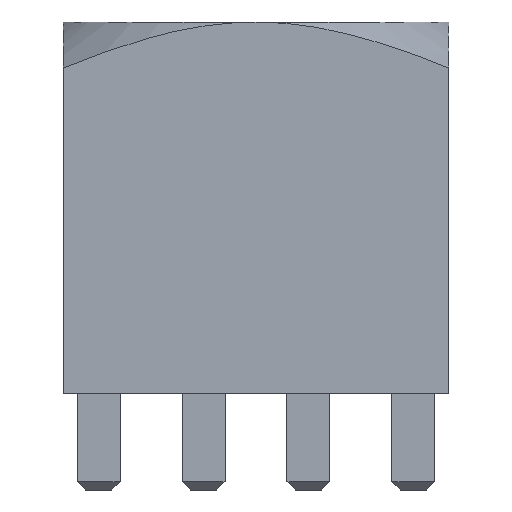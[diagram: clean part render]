
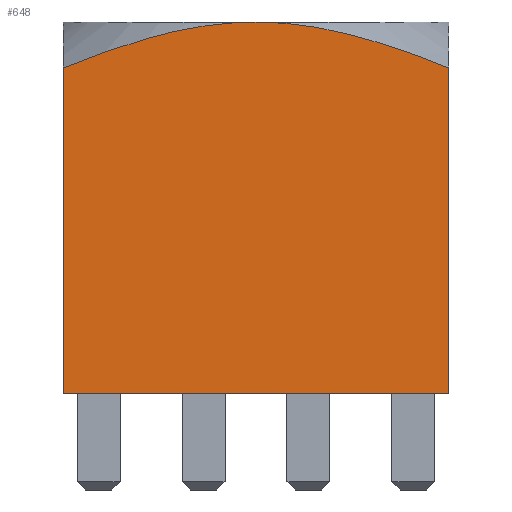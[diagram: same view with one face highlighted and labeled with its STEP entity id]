
A CAD part, left-side view. The second image highlights one B-rep face of the part: STEP entity #648.
In plain terms, the highlighted planar face has unit normal (-1, 0, 0).
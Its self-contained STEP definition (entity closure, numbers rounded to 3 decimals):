
#37 = EDGE_CURVE ( 'NONE', #1647, #1641, #1201, .T. ) ;
#100 = B_SPLINE_CURVE_WITH_KNOTS ( 'NONE', 3,
 ( #2909, #2913, #2968, #2969, #2970, #2971, #2972, #2973 ),
 .UNSPECIFIED., .F., .F.,
 ( 4, 2, 2, 4 ),
 ( 0.018, 0.02, 0.022, 0.025 ),
 .UNSPECIFIED. ) ;
#105 = B_SPLINE_CURVE_WITH_KNOTS ( 'NONE', 3,
 ( #2967, #2966, #2982, #2983, #2984, #2985, #2986, #2987, #2988, #2989 ),
 .UNSPECIFIED., .F., .F.,
 ( 4, 2, 2, 2, 4 ),
 ( 0.025, 0.026, 0.027, 0.029, 0.033 ),
 .UNSPECIFIED. ) ;
#109 = EDGE_LOOP ( 'NONE', ( #2533, #2535, #2536, #2537, #2538 ) ) ;
#648 = ADVANCED_FACE ( 'NONE', ( #1740 ), #1741, .F. ) ;
#1191 = DIRECTION ( 'NONE',  ( 0., -1., 0. ) ) ;
#1193 = CARTESIAN_POINT ( 'NONE',  ( -7., 7., 0. ) ) ;
#1201 = LINE ( 'NONE', #1193, #3013 ) ;
#1641 = VERTEX_POINT ( 'NONE', #2813 ) ;
#1647 = VERTEX_POINT ( 'NONE', #2819 ) ;
#1675 = VERTEX_POINT ( 'NONE', #2847 ) ;
#1705 = VERTEX_POINT ( 'NONE', #2877 ) ;
#1707 = VERTEX_POINT ( 'NONE', #2879 ) ;
#1740 = FACE_OUTER_BOUND ( 'NONE', #109, .T. ) ;
#1741 = PLANE ( 'NONE',  #2282 ) ;
#1744 = CARTESIAN_POINT ( 'NONE',  ( -7., 7., 13.5 ) ) ;
#1745 = DIRECTION ( 'NONE',  ( 1., 0., 0. ) ) ;
#1746 = DIRECTION ( 'NONE',  ( 0., 0., -1. ) ) ;
#2282 = AXIS2_PLACEMENT_3D ( 'NONE', #1744, #1745, #1746 ) ;
#2450 = VECTOR ( 'NONE', #2979, 1000. ) ;
#2451 = VECTOR ( 'NONE', #2976, 1000. ) ;
#2533 = ORIENTED_EDGE ( 'NONE', *, *, #2681, .F. ) ;
#2535 = ORIENTED_EDGE ( 'NONE', *, *, #2682, .T. ) ;
#2536 = ORIENTED_EDGE ( 'NONE', *, *, #37, .T. ) ;
#2537 = ORIENTED_EDGE ( 'NONE', *, *, #2683, .F. ) ;
#2538 = ORIENTED_EDGE ( 'NONE', *, *, #2684, .F. ) ;
#2681 = EDGE_CURVE ( 'NONE', #1705, #1707, #100, .T. ) ;
#2682 = EDGE_CURVE ( 'NONE', #1705, #1647, #2974, .T. ) ;
#2683 = EDGE_CURVE ( 'NONE', #1675, #1641, #2977, .T. ) ;
#2684 = EDGE_CURVE ( 'NONE', #1707, #1675, #105, .T. ) ;
#2813 = CARTESIAN_POINT ( 'NONE',  ( -7., -7., 0. ) ) ;
#2819 = CARTESIAN_POINT ( 'NONE',  ( -7., 7., 0. ) ) ;
#2847 = CARTESIAN_POINT ( 'NONE',  ( -7., -7., 11.826 ) ) ;
#2877 = CARTESIAN_POINT ( 'NONE',  ( -7., 7., 11.826 ) ) ;
#2879 = CARTESIAN_POINT ( 'NONE',  ( -7., 0., 13.5 ) ) ;
#2909 = CARTESIAN_POINT ( 'NONE',  ( -7., 7., 11.826 ) ) ;
#2913 = CARTESIAN_POINT ( 'NONE',  ( -7., 6.441, 12.054 ) ) ;
#2966 = CARTESIAN_POINT ( 'NONE',  ( -7., -0.301, 13.5 ) ) ;
#2967 = CARTESIAN_POINT ( 'NONE',  ( -7., 0., 13.5 ) ) ;
#2968 = CARTESIAN_POINT ( 'NONE',  ( -7., 5.875, 12.272 ) ) ;
#2969 = CARTESIAN_POINT ( 'NONE',  ( -7., 4.728, 12.672 ) ) ;
#2970 = CARTESIAN_POINT ( 'NONE',  ( -7., 4.148, 12.853 ) ) ;
#2971 = CARTESIAN_POINT ( 'NONE',  ( -7., 2.399, 13.312 ) ) ;
#2972 = CARTESIAN_POINT ( 'NONE',  ( -7., 1.215, 13.5 ) ) ;
#2973 = CARTESIAN_POINT ( 'NONE',  ( -7., 0., 13.5 ) ) ;
#2974 = LINE ( 'NONE', #2975, #2451 ) ;
#2975 = CARTESIAN_POINT ( 'NONE',  ( -7., 7., 13.5 ) ) ;
#2976 = DIRECTION ( 'NONE',  ( 0., 0., -1. ) ) ;
#2977 = LINE ( 'NONE', #2978, #2450 ) ;
#2978 = CARTESIAN_POINT ( 'NONE',  ( -7., -7., 13.5 ) ) ;
#2979 = DIRECTION ( 'NONE',  ( 0., 0., -1. ) ) ;
#2982 = CARTESIAN_POINT ( 'NONE',  ( -7., -0.605, 13.489 ) ) ;
#2983 = CARTESIAN_POINT ( 'NONE',  ( -7., -1.211, 13.444 ) ) ;
#2984 = CARTESIAN_POINT ( 'NONE',  ( -7., -1.511, 13.41 ) ) ;
#2985 = CARTESIAN_POINT ( 'NONE',  ( -7., -2.406, 13.281 ) ) ;
#2986 = CARTESIAN_POINT ( 'NONE',  ( -7., -2.994, 13.156 ) ) ;
#2987 = CARTESIAN_POINT ( 'NONE',  ( -7., -4.74, 12.697 ) ) ;
#2988 = CARTESIAN_POINT ( 'NONE',  ( -7., -5.882, 12.282 ) ) ;
#2989 = CARTESIAN_POINT ( 'NONE',  ( -7., -7., 11.826 ) ) ;
#3013 = VECTOR ( 'NONE', #1191, 1000. ) ;
